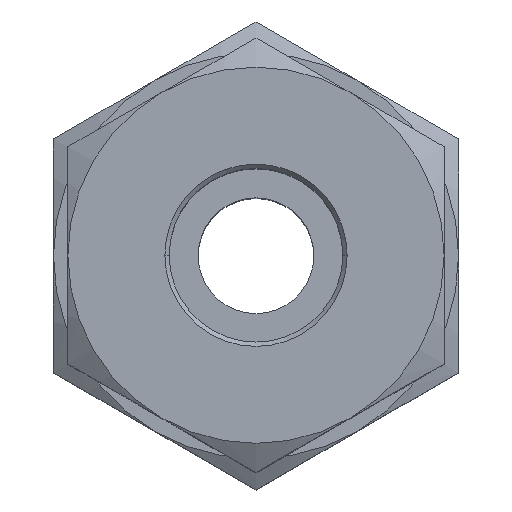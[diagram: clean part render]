
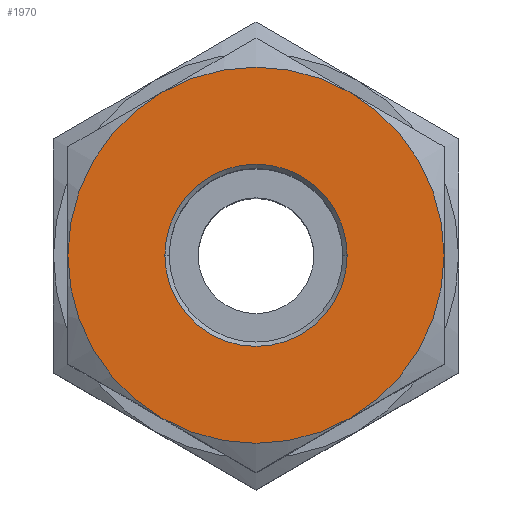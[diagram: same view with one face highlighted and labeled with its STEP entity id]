
A CAD part, top view. The second image highlights one B-rep face of the part: STEP entity #1970.
In plain terms, the highlighted planar face has unit normal (0, 0, 1).
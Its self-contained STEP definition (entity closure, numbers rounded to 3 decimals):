
#390 = ORIENTED_EDGE ( 'NONE', *, *, #1810, .T. ) ;
#450 = VERTEX_POINT ( 'NONE', #6463 ) ;
#641 = CIRCLE ( 'NONE', #3989, 3.15 ) ;
#682 = AXIS2_PLACEMENT_3D ( 'NONE', #5666, #6203, #3402 ) ;
#948 = ORIENTED_EDGE ( 'NONE', *, *, #6810, .T. ) ;
#980 = VERTEX_POINT ( 'NONE', #5018 ) ;
#1006 = FACE_BOUND ( 'NONE', #4302, .T. ) ;
#1057 = AXIS2_PLACEMENT_3D ( 'NONE', #7001, #5799, #2020 ) ;
#1129 = CARTESIAN_POINT ( 'NONE',  ( -3.25, -5.629, 12.25 ) ) ;
#1142 = EDGE_CURVE ( 'NONE', #450, #3743, #3838, .T. ) ;
#1176 = EDGE_CURVE ( 'NONE', #980, #4248, #2370, .T. ) ;
#1236 = FACE_OUTER_BOUND ( 'NONE', #6853, .T. ) ;
#1242 = CARTESIAN_POINT ( 'NONE',  ( 3.25, -5.629, 12.25 ) ) ;
#1290 = CARTESIAN_POINT ( 'NONE',  ( 3.25, 5.629, 12.25 ) ) ;
#1323 = AXIS2_PLACEMENT_3D ( 'NONE', #5235, #4109, #2452 ) ;
#1334 = CIRCLE ( 'NONE', #2081, 6.5 ) ;
#1391 = DIRECTION ( 'NONE',  ( 1., 0., 0. ) ) ;
#1810 = EDGE_CURVE ( 'NONE', #6467, #6462, #641, .T. ) ;
#1904 = VERTEX_POINT ( 'NONE', #1242 ) ;
#1970 = ADVANCED_FACE ( 'NONE', ( #1006, #1236 ), #4522, .T. ) ;
#2020 = DIRECTION ( 'NONE',  ( 1., 0., 0. ) ) ;
#2044 = CARTESIAN_POINT ( 'NONE',  ( 0., 0., 12.25 ) ) ;
#2081 = AXIS2_PLACEMENT_3D ( 'NONE', #2996, #4591, #1391 ) ;
#2085 = EDGE_CURVE ( 'NONE', #1904, #450, #2868, .T. ) ;
#2155 = CARTESIAN_POINT ( 'NONE',  ( 3.15, 0., 12.25 ) ) ;
#2200 = EDGE_CURVE ( 'NONE', #3743, #980, #5026, .T. ) ;
#2309 = ORIENTED_EDGE ( 'NONE', *, *, #2085, .T. ) ;
#2370 = CIRCLE ( 'NONE', #4902, 6.5 ) ;
#2390 = ORIENTED_EDGE ( 'NONE', *, *, #5951, .T. ) ;
#2452 = DIRECTION ( 'NONE',  ( 1., 0., 0. ) ) ;
#2868 = CIRCLE ( 'NONE', #1323, 6.5 ) ;
#2996 = CARTESIAN_POINT ( 'NONE',  ( 0., 0., 12.25 ) ) ;
#3142 = CARTESIAN_POINT ( 'NONE',  ( -3.15, 0., 12.25 ) ) ;
#3369 = CARTESIAN_POINT ( 'NONE',  ( 0., 0., 12.25 ) ) ;
#3402 = DIRECTION ( 'NONE',  ( 1., 0., 0. ) ) ;
#3542 = CARTESIAN_POINT ( 'NONE',  ( 0., 0., 12.25 ) ) ;
#3743 = VERTEX_POINT ( 'NONE', #1290 ) ;
#3787 = AXIS2_PLACEMENT_3D ( 'NONE', #3542, #4631, #6270 ) ;
#3838 = CIRCLE ( 'NONE', #3787, 6.5 ) ;
#3913 = ORIENTED_EDGE ( 'NONE', *, *, #2200, .T. ) ;
#3944 = DIRECTION ( 'NONE',  ( 1., 0., 0. ) ) ;
#3989 = AXIS2_PLACEMENT_3D ( 'NONE', #6926, #5852, #4849 ) ;
#4064 = ORIENTED_EDGE ( 'NONE', *, *, #1142, .T. ) ;
#4109 = DIRECTION ( 'NONE',  ( 0., 0., 1. ) ) ;
#4178 = AXIS2_PLACEMENT_3D ( 'NONE', #4725, #5861, #5312 ) ;
#4212 = EDGE_CURVE ( 'NONE', #6462, #6467, #6144, .T. ) ;
#4248 = VERTEX_POINT ( 'NONE', #5554 ) ;
#4302 = EDGE_LOOP ( 'NONE', ( #5238, #390 ) ) ;
#4439 = DIRECTION ( 'NONE',  ( 0., 0., -1. ) ) ;
#4522 = PLANE ( 'NONE',  #682 ) ;
#4591 = DIRECTION ( 'NONE',  ( 0., 0., 1. ) ) ;
#4631 = DIRECTION ( 'NONE',  ( 0., 0., 1. ) ) ;
#4725 = CARTESIAN_POINT ( 'NONE',  ( 0., 0., 12.25 ) ) ;
#4765 = ORIENTED_EDGE ( 'NONE', *, *, #1176, .T. ) ;
#4849 = DIRECTION ( 'NONE',  ( 1., 0., 0. ) ) ;
#4902 = AXIS2_PLACEMENT_3D ( 'NONE', #2044, #5327, #5875 ) ;
#5018 = CARTESIAN_POINT ( 'NONE',  ( -3.25, 5.629, 12.25 ) ) ;
#5026 = CIRCLE ( 'NONE', #1057, 6.5 ) ;
#5235 = CARTESIAN_POINT ( 'NONE',  ( 0., 0., 12.25 ) ) ;
#5238 = ORIENTED_EDGE ( 'NONE', *, *, #4212, .T. ) ;
#5256 = VERTEX_POINT ( 'NONE', #1129 ) ;
#5312 = DIRECTION ( 'NONE',  ( 1., 0., 0. ) ) ;
#5327 = DIRECTION ( 'NONE',  ( 0., 0., 1. ) ) ;
#5536 = CIRCLE ( 'NONE', #4178, 6.5 ) ;
#5554 = CARTESIAN_POINT ( 'NONE',  ( -6.5, 0., 12.25 ) ) ;
#5666 = CARTESIAN_POINT ( 'NONE',  ( 0., 0., 12.25 ) ) ;
#5799 = DIRECTION ( 'NONE',  ( 0., 0., 1. ) ) ;
#5852 = DIRECTION ( 'NONE',  ( 0., 0., -1. ) ) ;
#5861 = DIRECTION ( 'NONE',  ( 0., 0., 1. ) ) ;
#5875 = DIRECTION ( 'NONE',  ( 1., 0., 0. ) ) ;
#5951 = EDGE_CURVE ( 'NONE', #5256, #1904, #5536, .T. ) ;
#6144 = CIRCLE ( 'NONE', #6772, 3.15 ) ;
#6203 = DIRECTION ( 'NONE',  ( 0., 0., 1. ) ) ;
#6270 = DIRECTION ( 'NONE',  ( 1., 0., 0. ) ) ;
#6462 = VERTEX_POINT ( 'NONE', #2155 ) ;
#6463 = CARTESIAN_POINT ( 'NONE',  ( 6.5, 0., 12.25 ) ) ;
#6467 = VERTEX_POINT ( 'NONE', #3142 ) ;
#6772 = AXIS2_PLACEMENT_3D ( 'NONE', #3369, #4439, #3944 ) ;
#6810 = EDGE_CURVE ( 'NONE', #4248, #5256, #1334, .T. ) ;
#6853 = EDGE_LOOP ( 'NONE', ( #2309, #4064, #3913, #4765, #948, #2390 ) ) ;
#6926 = CARTESIAN_POINT ( 'NONE',  ( 0., 0., 12.25 ) ) ;
#7001 = CARTESIAN_POINT ( 'NONE',  ( 0., 0., 12.25 ) ) ;
